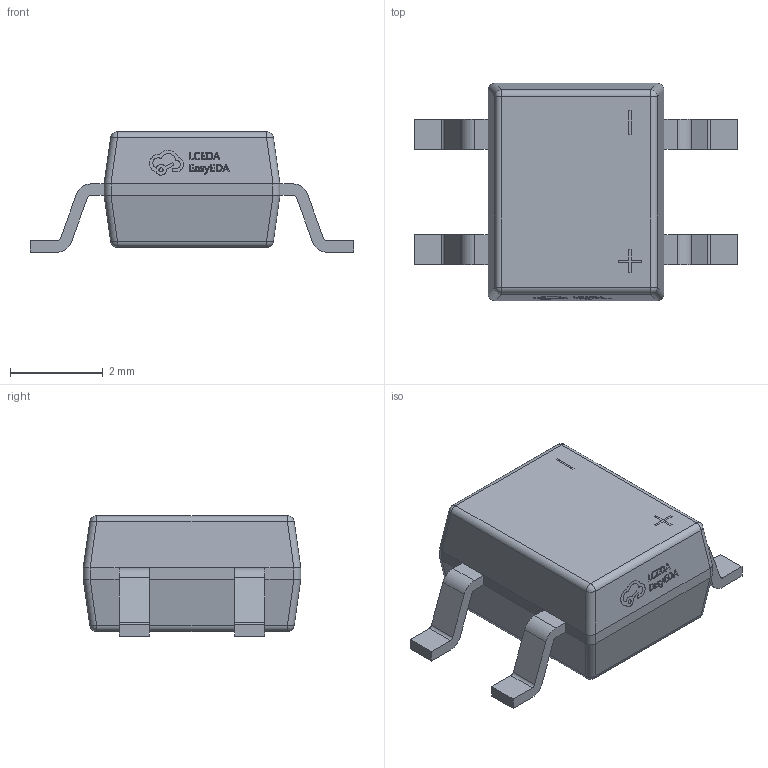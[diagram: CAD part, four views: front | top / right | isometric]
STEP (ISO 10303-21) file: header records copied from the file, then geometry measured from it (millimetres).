
FILE_DESCRIPTION(/* description */ ('STEP AP242','CAx-IF Rec.Pracs.---Representation and Presentation of Product Manufacturing Information (PMI)---4.0---2014-10-13','CAx-IF Rec.Pracs.---3D Tessellated Geometry---0.4---2014-09-14','2;1'),/* implementation_level */ '2;1');
FILE_NAME(/* name */ '67278d67acee506bdb3b1806',/* time_stamp */ '2024-11-03T14:49:13Z',/* author */ (''),/* organization */ (''),/* preprocessor_version */ 'ST-DEVELOPER v20',/* originating_system */ 'ONSHAPE BY PTC INC, 1.189',/* authorisation */ ' ');
FILE_SCHEMA (('AP242_MANAGED_MODEL_BASED_3D_ENGINEERING_MIM_LF { 1 0 10303 442 1 1 4 }'));
Length unit declared in the file: metre
Products named in the file (3): AvmJ-D2; MBS_L4.7-W4.0-P2.50-LS7.0-TL <1>; SOLID
Assembly tree (2 placements, depth 3):
  AvmJ-D2
    MBS_L4.7-W4.0-P2.50-LS7.0-TL <1>
      SOLID
Bounding box: 6.99 x 4.7 x 2.6 mm (x, y, z)
Volume: 43 mm3; surface area: 86.9 mm2
Topology: 1 solids, 1 shells, 339 faces, 908 edges, 592 vertices
Faces by surface type: plane 198, bspline 97, cylinder 36, sphere 8
Entity records: 11902 total; most frequent: CARTESIAN_POINT 3123, ORIENTED_EDGE 1816, DIRECTION 1285, EDGE_CURVE 908, LINE 633, VECTOR 633, VERTEX_POINT 592, EDGE_LOOP 360
